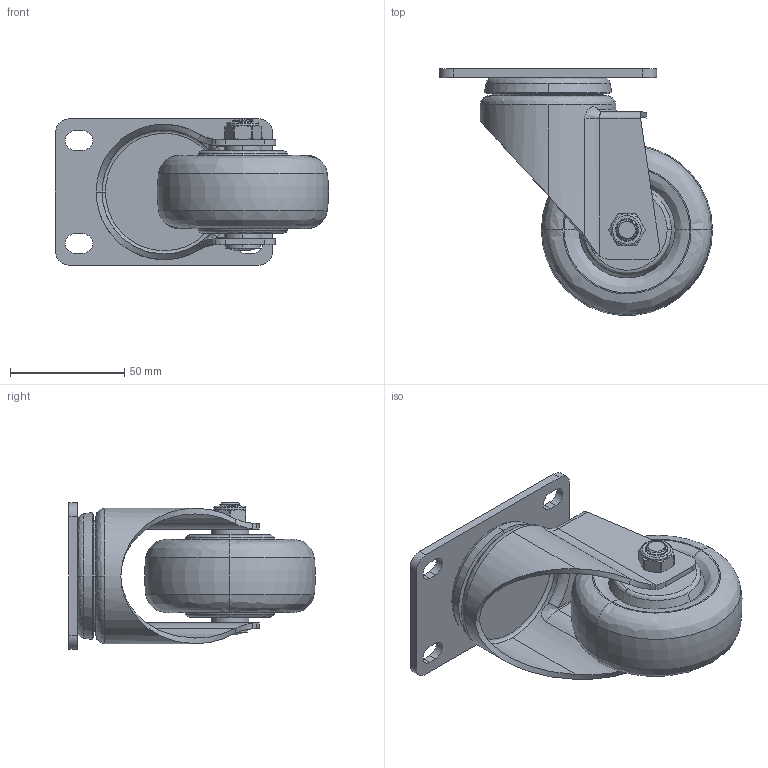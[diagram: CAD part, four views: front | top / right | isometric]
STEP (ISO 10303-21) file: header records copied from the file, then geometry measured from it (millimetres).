
FILE_DESCRIPTION (( 'STEP AP203' ), '1' );
FILE_NAME ('WH-5013-76 3in SWIVEL PLATE MOUNTING H=108 45x75mm pitch.STEP', '2022-09-22T03:19:48', ( '' ), ( '' ), 'SwSTEP 2.0', 'SolidWorks 2018', '' );
FILE_SCHEMA (( 'CONFIG_CONTROL_DESIGN' ));
Length unit declared in the file: millimetre
Products named in the file (9): 570-34; WH-5013-76 3in SWIVEL PLATE MOUNTING H=108 45x75mm pitch; 570-33; 50113; 503-986
Assembly tree (4 placements, depth 2):
  570-34
  WH-5013-76 3in SWIVEL PLATE MOUNTING H=108 45x75mm pitch
    50113
    503-986
    570-33
    570-34
  570-33
  50113
  503-986
Bounding box: 119.44 x 107.78 x 64 mm (x, y, z)
Volume: 203459.2 mm3; surface area: 53464.4 mm2
Topology: 4 solids, 4 shells, 220 faces, 576 edges, 374 vertices
Faces by surface type: cylinder 75, bspline 58, plane 55, cone 30, torus 2
Entity records: 15220 total; most frequent: CARTESIAN_POINT 9540, ORIENTED_EDGE 1152, DIRECTION 828, EDGE_CURVE 576, VERTEX_POINT 374, AXIS2_PLACEMENT_3D 336, EDGE_LOOP 244, B_SPLINE_CURVE_WITH_KNOTS 232
